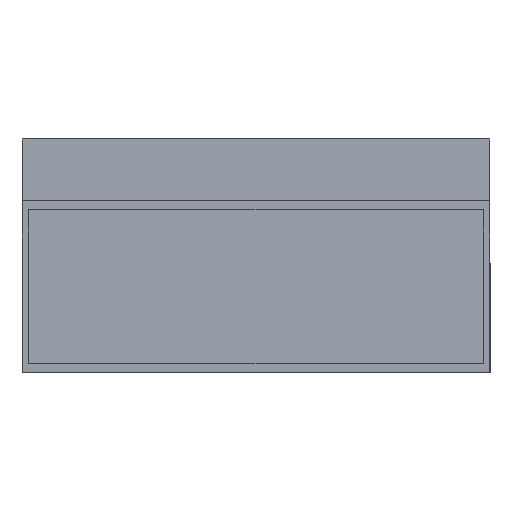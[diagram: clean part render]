
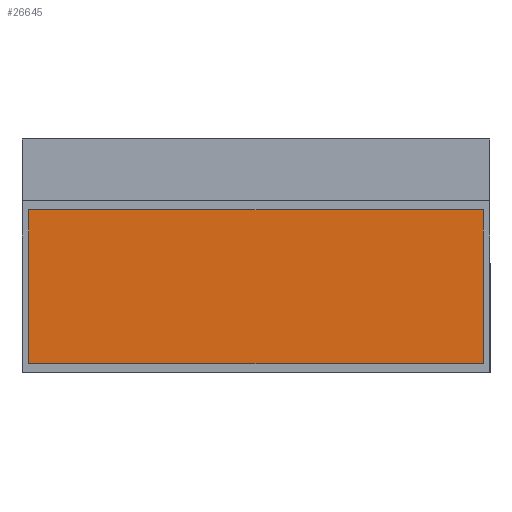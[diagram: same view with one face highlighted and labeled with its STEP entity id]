
A CAD part, front view. The second image highlights one B-rep face of the part: STEP entity #26645.
In plain terms, the highlighted planar face has unit normal (0, -1, 0).
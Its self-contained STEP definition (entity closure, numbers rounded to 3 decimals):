
#2485=FACE_OUTER_BOUND('',#3799,.T.);
#3799=EDGE_LOOP('',(#24203,#24204,#24205,#24206));
#6843=LINE('',#43847,#9933);
#6847=LINE('',#43855,#9937);
#6850=LINE('',#43861,#9940);
#6853=LINE('',#43866,#9943);
#9933=VECTOR('',#36064,10.);
#9937=VECTOR('',#36070,10.);
#9940=VECTOR('',#36075,10.);
#9943=VECTOR('',#36080,10.);
#12541=VERTEX_POINT('',#43845);
#12542=VERTEX_POINT('',#43846);
#12545=VERTEX_POINT('',#43854);
#12547=VERTEX_POINT('',#43860);
#16423=EDGE_CURVE('',#12541,#12542,#6843,.T.);
#16427=EDGE_CURVE('',#12545,#12541,#6847,.T.);
#16430=EDGE_CURVE('',#12547,#12545,#6850,.T.);
#16433=EDGE_CURVE('',#12542,#12547,#6853,.T.);
#24203=ORIENTED_EDGE('',*,*,#16423,.T.);
#24204=ORIENTED_EDGE('',*,*,#16433,.T.);
#24205=ORIENTED_EDGE('',*,*,#16430,.T.);
#24206=ORIENTED_EDGE('',*,*,#16427,.T.);
#25341=PLANE('',#28846);
#26645=ADVANCED_FACE('',(#2485),#25341,.T.);
#28846=AXIS2_PLACEMENT_3D('',#43893,#36104,#36105);
#36064=DIRECTION('',(0.,0.,1.));
#36070=DIRECTION('',(1.,0.,0.));
#36075=DIRECTION('',(0.,0.,-1.));
#36080=DIRECTION('',(-1.,0.,0.));
#36104=DIRECTION('center_axis',(0.,-1.,0.));
#36105=DIRECTION('ref_axis',(0.,0.,-1.));
#43845=CARTESIAN_POINT('',(875.3,-462.,-415.));
#43846=CARTESIAN_POINT('',(875.3,-462.,177.));
#43847=CARTESIAN_POINT('',(875.3,-462.,-267.));
#43854=CARTESIAN_POINT('',(-875.3,-462.,-415.));
#43855=CARTESIAN_POINT('',(-437.65,-462.,-415.));
#43860=CARTESIAN_POINT('',(-875.3,-462.,177.));
#43861=CARTESIAN_POINT('',(-875.3,-462.,29.));
#43866=CARTESIAN_POINT('',(437.65,-462.,177.));
#43893=CARTESIAN_POINT('Origin',(0.,-462.,-119.));
